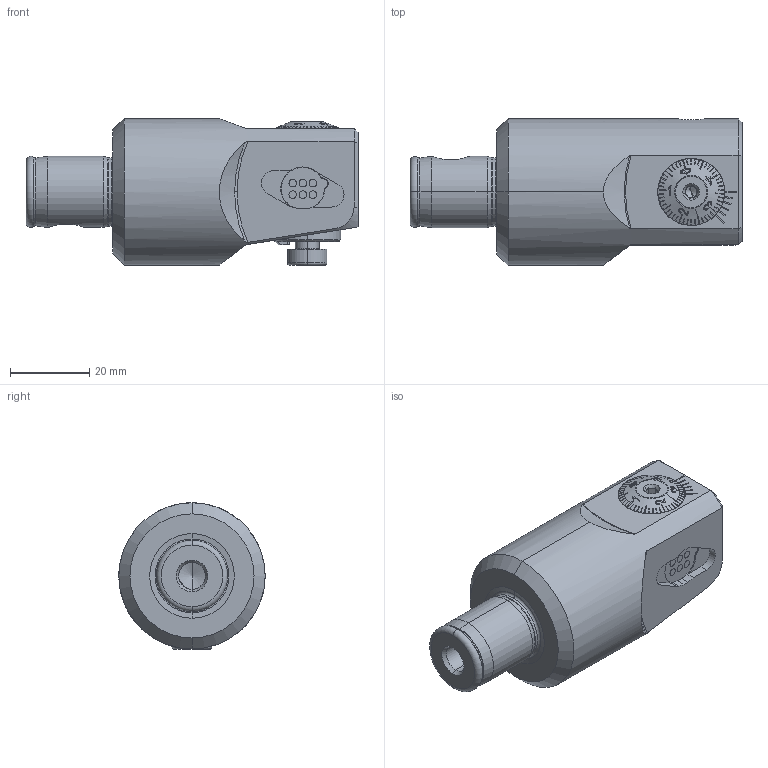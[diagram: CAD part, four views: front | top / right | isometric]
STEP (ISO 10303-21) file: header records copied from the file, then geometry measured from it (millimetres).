
FILE_DESCRIPTION (( 'STEP AP203' ), '1' );
FILE_NAME ('C05.032.040.066.STEP', '2021-01-20T15:20:37', ( '' ), ( '' ), 'SwSTEP 2.0', 'SolidWorks 2017', '' );
FILE_SCHEMA (( 'CONFIG_CONTROL_DESIGN' ));
Length unit declared in the file: millimetre
Products named in the file (17): F32-BG3.006.026_A; DIN 3771 - 15x1.0; F32-BG2.009.012_A; Fxx-MAB.xxx.xxx_A_F32x1.3; F32-BG2.014.012_A; C05.032.040.066; F32-BG1.010.006_A; T7 M2.5 x 6; PEE-DA3.011.026_A; F32-BG1.DA4.017_Standart; Klebstoff D6; DIN 7984 - M6 x 10; F32-BG2.017.004_A; ISO 4026 - M6 x 8; F32-BG1.DA3.017_B_Aktuell 0.6.2014-Mx1.3; WH3-F32.DA3.066_A_Aktuell 04.2019; F32-BG2.017.003_A
Assembly tree (16 placements, depth 3):
  C05.032.040.066
    WH3-F32.DA3.066_A_Aktuell 04.2019
    F32-BG1.DA4.017_Standart
      F32-BG1.DA3.017_B_Aktuell 0.6.2014-Mx1.3
      F32-BG2.014.012_A
      F32-BG2.017.003_A
      F32-BG2.017.004_A
      F32-BG2.009.012_A
      F32-BG1.010.006_A
      Fxx-MAB.xxx.xxx_A_F32x1.3
      DIN 3771 - 15x1.0
    Klebstoff D6
    T7 M2.5 x 6
    ISO 4026 - M6 x 8
    F32-BG3.006.026_A
    PEE-DA3.011.026_A
    DIN 7984 - M6 x 10
Bounding box: 84 x 37 x 37.05 mm (x, y, z)
Volume: 59979.9 mm3; surface area: 20077.2 mm2
Topology: 15 solids, 15 shells, 806 faces, 2078 edges, 1315 vertices
Faces by surface type: plane 401, cone 175, cylinder 143, torus 52, bspline 35
Entity records: 29282 total; most frequent: CARTESIAN_POINT 8604, ORIENTED_EDGE 4128, DIRECTION 3658, EDGE_CURVE 2064, AXIS2_PLACEMENT_3D 1357, VERTEX_POINT 1315, VECTOR 944, LINE 944
